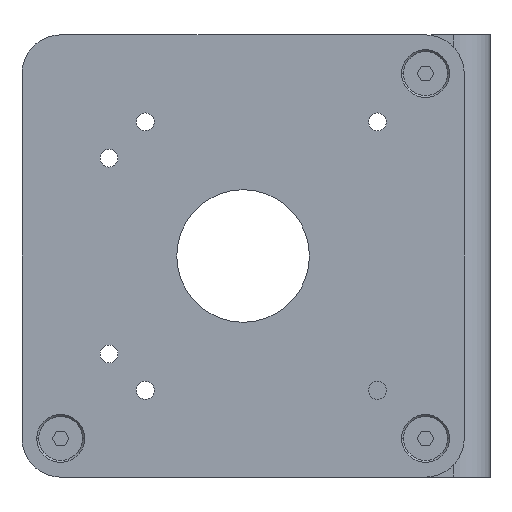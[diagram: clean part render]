
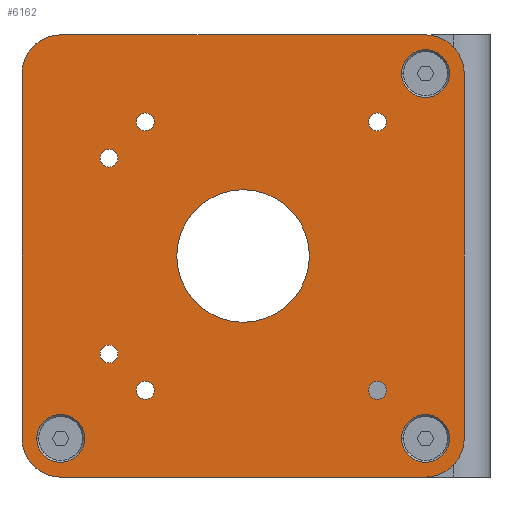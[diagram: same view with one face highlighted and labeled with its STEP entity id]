
A CAD part, left-side view. The second image highlights one B-rep face of the part: STEP entity #6162.
In plain terms, the highlighted planar face has unit normal (-1, 0, 0).
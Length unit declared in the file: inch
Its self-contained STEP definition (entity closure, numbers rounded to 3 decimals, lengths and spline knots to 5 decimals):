
#792=CARTESIAN_POINT('',(-0.505,0.35,0.99));
#793=DIRECTION('',(-1.,0.,0.));
#794=DIRECTION('',(0.,-1.,0.));
#795=AXIS2_PLACEMENT_3D('',#792,#793,#794);
#797=DIRECTION('',(0.,-1.,0.));
#798=VECTOR('',#797,1.98);
#799=CARTESIAN_POINT('',(-0.505,2.33,1.2));
#800=LINE('',#799,#798);
#805=DIRECTION('',(0.,0.,1.));
#806=VECTOR('',#805,1.98);
#807=CARTESIAN_POINT('',(-0.505,2.54,-0.99));
#808=LINE('',#807,#806);
#809=CARTESIAN_POINT('',(-0.505,0.611,-0.729));
#810=DIRECTION('',(-1.,0.,0.));
#811=DIRECTION('',(0.,0.,1.));
#812=AXIS2_PLACEMENT_3D('',#809,#810,#811);
#814=CARTESIAN_POINT('',(-0.505,0.611,-0.729));
#815=DIRECTION('',(-1.,0.,0.));
#816=DIRECTION('',(0.,0.,-1.));
#817=AXIS2_PLACEMENT_3D('',#814,#815,#816);
#819=CARTESIAN_POINT('',(-0.505,0.611,0.728));
#820=DIRECTION('',(-1.,0.,0.));
#821=DIRECTION('',(0.,0.,1.));
#822=AXIS2_PLACEMENT_3D('',#819,#820,#821);
#824=CARTESIAN_POINT('',(-0.505,0.611,0.728));
#825=DIRECTION('',(-1.,0.,0.));
#826=DIRECTION('',(0.,0.,-1.));
#827=AXIS2_PLACEMENT_3D('',#824,#825,#826);
#829=CARTESIAN_POINT('',(-0.505,1.871,0.728));
#830=DIRECTION('',(-1.,0.,0.));
#831=DIRECTION('',(0.,0.,1.));
#832=AXIS2_PLACEMENT_3D('',#829,#830,#831);
#834=CARTESIAN_POINT('',(-0.505,1.871,0.728));
#835=DIRECTION('',(-1.,0.,0.));
#836=DIRECTION('',(0.,0.,-1.));
#837=AXIS2_PLACEMENT_3D('',#834,#835,#836);
#839=CARTESIAN_POINT('',(-0.505,1.871,-0.729));
#840=DIRECTION('',(-1.,0.,0.));
#841=DIRECTION('',(0.,0.,1.));
#842=AXIS2_PLACEMENT_3D('',#839,#840,#841);
#844=CARTESIAN_POINT('',(-0.505,1.871,-0.729));
#845=DIRECTION('',(-1.,0.,0.));
#846=DIRECTION('',(0.,0.,-1.));
#847=AXIS2_PLACEMENT_3D('',#844,#845,#846);
#849=CARTESIAN_POINT('',(-0.505,2.068,-0.532));
#850=DIRECTION('',(-1.,0.,0.));
#851=DIRECTION('',(0.,0.,1.));
#852=AXIS2_PLACEMENT_3D('',#849,#850,#851);
#854=CARTESIAN_POINT('',(-0.505,2.068,-0.532));
#855=DIRECTION('',(-1.,0.,0.));
#856=DIRECTION('',(0.,0.,-1.));
#857=AXIS2_PLACEMENT_3D('',#854,#855,#856);
#859=CARTESIAN_POINT('',(-0.505,2.068,0.531));
#860=DIRECTION('',(-1.,0.,0.));
#861=DIRECTION('',(0.,0.,1.));
#862=AXIS2_PLACEMENT_3D('',#859,#860,#861);
#864=CARTESIAN_POINT('',(-0.505,2.068,0.531));
#865=DIRECTION('',(-1.,0.,0.));
#866=DIRECTION('',(0.,0.,-1.));
#867=AXIS2_PLACEMENT_3D('',#864,#865,#866);
#869=CARTESIAN_POINT('',(-0.505,0.35,0.99));
#870=DIRECTION('',(1.,0.,0.));
#871=DIRECTION('',(0.,-1.,0.));
#872=AXIS2_PLACEMENT_3D('',#869,#870,#871);
#874=CARTESIAN_POINT('',(-0.505,0.35,0.99));
#875=DIRECTION('',(1.,0.,0.));
#876=DIRECTION('',(0.,1.,0.));
#877=AXIS2_PLACEMENT_3D('',#874,#875,#876);
#879=CARTESIAN_POINT('',(-0.505,0.35,-0.99));
#880=DIRECTION('',(1.,0.,0.));
#881=DIRECTION('',(0.,-1.,0.));
#882=AXIS2_PLACEMENT_3D('',#879,#880,#881);
#884=CARTESIAN_POINT('',(-0.505,0.35,-0.99));
#885=DIRECTION('',(1.,0.,0.));
#886=DIRECTION('',(0.,1.,0.));
#887=AXIS2_PLACEMENT_3D('',#884,#885,#886);
#889=CARTESIAN_POINT('',(-0.505,2.33,-0.99));
#890=DIRECTION('',(1.,0.,0.));
#891=DIRECTION('',(0.,-1.,0.));
#892=AXIS2_PLACEMENT_3D('',#889,#890,#891);
#894=CARTESIAN_POINT('',(-0.505,2.33,-0.99));
#895=DIRECTION('',(1.,0.,0.));
#896=DIRECTION('',(0.,1.,0.));
#897=AXIS2_PLACEMENT_3D('',#894,#895,#896);
#899=CARTESIAN_POINT('',(-0.505,1.34,0.));
#900=DIRECTION('',(1.,0.,0.));
#901=DIRECTION('',(0.,0.,-1.));
#902=AXIS2_PLACEMENT_3D('',#899,#900,#901);
#904=CARTESIAN_POINT('',(-0.505,1.34,0.));
#905=DIRECTION('',(1.,0.,0.));
#906=DIRECTION('',(0.,0.,1.));
#907=AXIS2_PLACEMENT_3D('',#904,#905,#906);
#909=DIRECTION('',(0.,0.,1.));
#910=VECTOR('',#909,1.98);
#911=CARTESIAN_POINT('',(-0.505,0.14,-0.99));
#912=LINE('',#911,#910);
#917=CARTESIAN_POINT('',(-0.505,0.35,-0.99));
#918=DIRECTION('',(-1.,0.,0.));
#919=DIRECTION('',(0.,0.,-1.));
#920=AXIS2_PLACEMENT_3D('',#917,#918,#919);
#935=DIRECTION('',(0.,-1.,0.));
#936=VECTOR('',#935,1.98);
#937=CARTESIAN_POINT('',(-0.505,2.33,-1.2));
#938=LINE('',#937,#936);
#952=CARTESIAN_POINT('',(-0.505,2.33,-0.99));
#953=DIRECTION('',(-1.,0.,0.));
#954=DIRECTION('',(0.,1.,0.));
#955=AXIS2_PLACEMENT_3D('',#952,#953,#954);
#965=CARTESIAN_POINT('',(-0.505,2.33,0.99));
#966=DIRECTION('',(-1.,0.,0.));
#967=DIRECTION('',(0.,0.,1.));
#968=AXIS2_PLACEMENT_3D('',#965,#966,#967);
#4071=CARTESIAN_POINT('',(-0.505,0.611,-0.6805));
#4072=CARTESIAN_POINT('',(-0.505,0.611,-0.7775));
#4073=VERTEX_POINT('',#4071);
#4074=VERTEX_POINT('',#4072);
#4075=CARTESIAN_POINT('',(-0.505,0.611,0.7765));
#4076=CARTESIAN_POINT('',(-0.505,0.611,0.6795));
#4077=VERTEX_POINT('',#4075);
#4078=VERTEX_POINT('',#4076);
#4079=CARTESIAN_POINT('',(-0.505,1.871,0.7765));
#4080=CARTESIAN_POINT('',(-0.505,1.871,0.6795));
#4081=VERTEX_POINT('',#4079);
#4082=VERTEX_POINT('',#4080);
#4083=CARTESIAN_POINT('',(-0.505,1.871,-0.6805));
#4084=CARTESIAN_POINT('',(-0.505,1.871,-0.7775));
#4085=VERTEX_POINT('',#4083);
#4086=VERTEX_POINT('',#4084);
#4087=CARTESIAN_POINT('',(-0.505,2.068,-0.4835));
#4088=CARTESIAN_POINT('',(-0.505,2.068,-0.5805));
#4089=VERTEX_POINT('',#4087);
#4090=VERTEX_POINT('',#4088);
#4091=CARTESIAN_POINT('',(-0.505,2.068,0.5795));
#4092=CARTESIAN_POINT('',(-0.505,2.068,0.4825));
#4093=VERTEX_POINT('',#4091);
#4094=VERTEX_POINT('',#4092);
#4099=CARTESIAN_POINT('',(-0.505,0.22,0.99));
#4100=CARTESIAN_POINT('',(-0.505,0.48,0.99));
#4101=VERTEX_POINT('',#4099);
#4102=VERTEX_POINT('',#4100);
#4107=CARTESIAN_POINT('',(-0.505,0.22,-0.99));
#4108=CARTESIAN_POINT('',(-0.505,0.48,-0.99));
#4109=VERTEX_POINT('',#4107);
#4110=VERTEX_POINT('',#4108);
#4119=CARTESIAN_POINT('',(-0.505,2.2,-0.99));
#4120=CARTESIAN_POINT('',(-0.505,2.46,-0.99));
#4121=VERTEX_POINT('',#4119);
#4122=VERTEX_POINT('',#4120);
#4131=CARTESIAN_POINT('',(-0.505,0.35,1.2));
#4133=VERTEX_POINT('',#4131);
#4137=CARTESIAN_POINT('',(-0.505,0.14,0.99));
#4138=VERTEX_POINT('',#4137);
#4140=CARTESIAN_POINT('',(-0.505,0.35,-1.2));
#4142=VERTEX_POINT('',#4140);
#4143=CARTESIAN_POINT('',(-0.505,0.14,-0.99));
#4144=VERTEX_POINT('',#4143);
#4147=CARTESIAN_POINT('',(-0.505,2.33,-1.2));
#4149=VERTEX_POINT('',#4147);
#4153=CARTESIAN_POINT('',(-0.505,2.54,-0.99));
#4154=VERTEX_POINT('',#4153);
#4156=CARTESIAN_POINT('',(-0.505,2.33,1.2));
#4158=VERTEX_POINT('',#4156);
#4159=CARTESIAN_POINT('',(-0.505,2.54,0.99));
#4160=VERTEX_POINT('',#4159);
#4167=CARTESIAN_POINT('',(-0.505,1.34,-0.36));
#4168=CARTESIAN_POINT('',(-0.505,1.34,0.36));
#4169=VERTEX_POINT('',#4167);
#4170=VERTEX_POINT('',#4168);
#6081=CARTESIAN_POINT('',(-0.505,2.54,-1.2));
#6082=DIRECTION('',(-1.,0.,0.));
#6083=DIRECTION('',(0.,-1.,0.));
#6084=AXIS2_PLACEMENT_3D('',#6081,#6082,#6083);
#6085=PLANE('',#6084);
#6086=ORIENTED_EDGE('',*,*,#6062,.F.);
#6088=ORIENTED_EDGE('',*,*,#6087,.F.);
#6090=ORIENTED_EDGE('',*,*,#6089,.F.);
#6092=ORIENTED_EDGE('',*,*,#6091,.F.);
#6094=ORIENTED_EDGE('',*,*,#6093,.F.);
#6096=ORIENTED_EDGE('',*,*,#6095,.T.);
#6098=ORIENTED_EDGE('',*,*,#6097,.F.);
#6099=ORIENTED_EDGE('',*,*,#6073,.T.);
#6100=EDGE_LOOP('',(#6086,#6088,#6090,#6092,#6094,#6096,#6098,#6099));
#6101=FACE_OUTER_BOUND('',#6100,.F.);
#6103=ORIENTED_EDGE('',*,*,#6102,.T.);
#6105=ORIENTED_EDGE('',*,*,#6104,.T.);
#6106=EDGE_LOOP('',(#6103,#6105));
#6107=FACE_BOUND('',#6106,.F.);
#6109=ORIENTED_EDGE('',*,*,#6108,.T.);
#6111=ORIENTED_EDGE('',*,*,#6110,.T.);
#6112=EDGE_LOOP('',(#6109,#6111));
#6113=FACE_BOUND('',#6112,.F.);
#6115=ORIENTED_EDGE('',*,*,#6114,.T.);
#6117=ORIENTED_EDGE('',*,*,#6116,.T.);
#6118=EDGE_LOOP('',(#6115,#6117));
#6119=FACE_BOUND('',#6118,.F.);
#6121=ORIENTED_EDGE('',*,*,#6120,.T.);
#6123=ORIENTED_EDGE('',*,*,#6122,.T.);
#6124=EDGE_LOOP('',(#6121,#6123));
#6125=FACE_BOUND('',#6124,.F.);
#6127=ORIENTED_EDGE('',*,*,#6126,.T.);
#6129=ORIENTED_EDGE('',*,*,#6128,.T.);
#6130=EDGE_LOOP('',(#6127,#6129));
#6131=FACE_BOUND('',#6130,.F.);
#6133=ORIENTED_EDGE('',*,*,#6132,.T.);
#6135=ORIENTED_EDGE('',*,*,#6134,.T.);
#6136=EDGE_LOOP('',(#6133,#6135));
#6137=FACE_BOUND('',#6136,.F.);
#6139=ORIENTED_EDGE('',*,*,#6138,.F.);
#6141=ORIENTED_EDGE('',*,*,#6140,.F.);
#6142=EDGE_LOOP('',(#6139,#6141));
#6143=FACE_BOUND('',#6142,.F.);
#6145=ORIENTED_EDGE('',*,*,#6144,.F.);
#6147=ORIENTED_EDGE('',*,*,#6146,.F.);
#6148=EDGE_LOOP('',(#6145,#6147));
#6149=FACE_BOUND('',#6148,.F.);
#6151=ORIENTED_EDGE('',*,*,#6150,.F.);
#6153=ORIENTED_EDGE('',*,*,#6152,.F.);
#6154=EDGE_LOOP('',(#6151,#6153));
#6155=FACE_BOUND('',#6154,.F.);
#6157=ORIENTED_EDGE('',*,*,#6156,.F.);
#6159=ORIENTED_EDGE('',*,*,#6158,.F.);
#6160=EDGE_LOOP('',(#6157,#6159));
#6161=FACE_BOUND('',#6160,.F.);
#6162=ADVANCED_FACE('',(#6101,#6107,#6113,#6119,#6125,#6131,#6137,#6143,#6149,
#6155,#6161),#6085,.T.);
#796=CIRCLE('',#795,0.21);
#813=CIRCLE('',#812,0.0485);
#818=CIRCLE('',#817,0.0485);
#823=CIRCLE('',#822,0.0485);
#828=CIRCLE('',#827,0.0485);
#833=CIRCLE('',#832,0.0485);
#838=CIRCLE('',#837,0.0485);
#843=CIRCLE('',#842,0.0485);
#848=CIRCLE('',#847,0.0485);
#853=CIRCLE('',#852,0.0485);
#858=CIRCLE('',#857,0.0485);
#863=CIRCLE('',#862,0.0485);
#868=CIRCLE('',#867,0.0485);
#873=CIRCLE('',#872,0.13);
#878=CIRCLE('',#877,0.13);
#883=CIRCLE('',#882,0.13);
#888=CIRCLE('',#887,0.13);
#893=CIRCLE('',#892,0.13);
#898=CIRCLE('',#897,0.13);
#903=CIRCLE('',#902,0.36);
#908=CIRCLE('',#907,0.36);
#921=CIRCLE('',#920,0.21);
#956=CIRCLE('',#955,0.21);
#969=CIRCLE('',#968,0.21);
#6062=EDGE_CURVE('',#4138,#4133,#796,.T.);
#6073=EDGE_CURVE('',#4158,#4133,#800,.T.);
#6087=EDGE_CURVE('',#4144,#4138,#912,.T.);
#6089=EDGE_CURVE('',#4142,#4144,#921,.T.);
#6091=EDGE_CURVE('',#4149,#4142,#938,.T.);
#6093=EDGE_CURVE('',#4154,#4149,#956,.T.);
#6095=EDGE_CURVE('',#4154,#4160,#808,.T.);
#6097=EDGE_CURVE('',#4158,#4160,#969,.T.);
#6102=EDGE_CURVE('',#4073,#4074,#813,.T.);
#6104=EDGE_CURVE('',#4074,#4073,#818,.T.);
#6108=EDGE_CURVE('',#4077,#4078,#823,.T.);
#6110=EDGE_CURVE('',#4078,#4077,#828,.T.);
#6114=EDGE_CURVE('',#4081,#4082,#833,.T.);
#6116=EDGE_CURVE('',#4082,#4081,#838,.T.);
#6120=EDGE_CURVE('',#4085,#4086,#843,.T.);
#6122=EDGE_CURVE('',#4086,#4085,#848,.T.);
#6126=EDGE_CURVE('',#4089,#4090,#853,.T.);
#6128=EDGE_CURVE('',#4090,#4089,#858,.T.);
#6132=EDGE_CURVE('',#4093,#4094,#863,.T.);
#6134=EDGE_CURVE('',#4094,#4093,#868,.T.);
#6138=EDGE_CURVE('',#4101,#4102,#873,.T.);
#6140=EDGE_CURVE('',#4102,#4101,#878,.T.);
#6144=EDGE_CURVE('',#4109,#4110,#883,.T.);
#6146=EDGE_CURVE('',#4110,#4109,#888,.T.);
#6150=EDGE_CURVE('',#4121,#4122,#893,.T.);
#6152=EDGE_CURVE('',#4122,#4121,#898,.T.);
#6156=EDGE_CURVE('',#4169,#4170,#903,.T.);
#6158=EDGE_CURVE('',#4170,#4169,#908,.T.);
